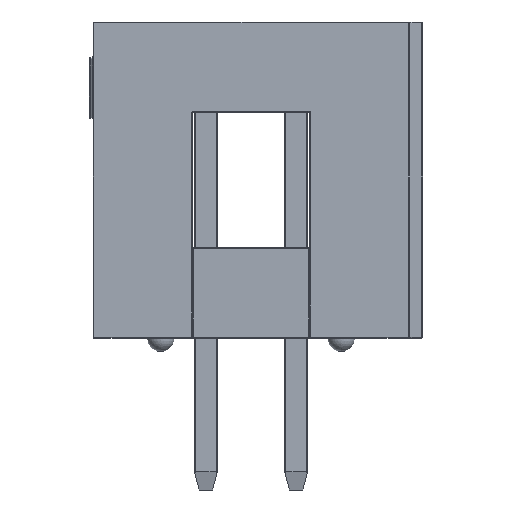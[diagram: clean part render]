
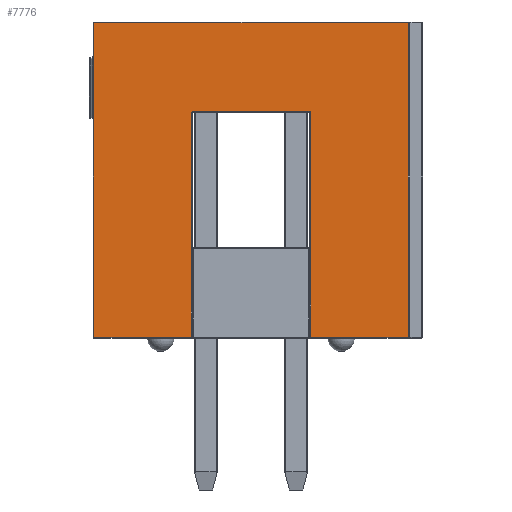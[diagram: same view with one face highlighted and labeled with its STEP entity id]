
A CAD part, left-side view. The second image highlights one B-rep face of the part: STEP entity #7776.
In plain terms, the highlighted planar face has unit normal (-1, 0, 0).
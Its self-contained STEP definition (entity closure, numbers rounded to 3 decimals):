
#578=CIRCLE('',#8405,0.051);
#720=PLANE('',#8567);
#1112=FACE_OUTER_BOUND('',#1595,.T.);
#1595=EDGE_LOOP('',(#6268,#6269,#6270,#6271,#6272,#6273,#6274,#6275,#6276));
#1947=LINE('',#11752,#2660);
#1964=LINE('',#11968,#2677);
#1968=LINE('',#11992,#2681);
#1999=LINE('',#12144,#2712);
#2001=LINE('',#12147,#2714);
#2006=LINE('',#12155,#2719);
#2009=LINE('',#12159,#2722);
#2061=LINE('',#12237,#2774);
#2660=VECTOR('',#9396,10.);
#2677=VECTOR('',#9545,10.);
#2681=VECTOR('',#9573,10.);
#2712=VECTOR('',#9754,10.);
#2714=VECTOR('',#9758,10.);
#2719=VECTOR('',#9769,10.);
#2722=VECTOR('',#9774,10.);
#2774=VECTOR('',#9878,10.);
#3457=VERTEX_POINT('',#11412);
#3494=VERTEX_POINT('',#11619);
#3513=VERTEX_POINT('',#11751);
#3558=VERTEX_POINT('',#11961);
#3567=VERTEX_POINT('',#11986);
#3568=VERTEX_POINT('',#11988);
#3593=VERTEX_POINT('',#12060);
#3594=VERTEX_POINT('',#12064);
#3607=VERTEX_POINT('',#12108);
#4290=EDGE_CURVE('',#3457,#3513,#1947,.T.);
#4355=EDGE_CURVE('',#3558,#3494,#1964,.T.);
#4365=EDGE_CURVE('',#3567,#3568,#578,.T.);
#4367=EDGE_CURVE('',#3513,#3567,#1968,.T.);
#4444=EDGE_CURVE('',#3594,#3607,#1999,.T.);
#4446=EDGE_CURVE('',#3607,#3593,#2001,.T.);
#4451=EDGE_CURVE('',#3568,#3594,#2006,.T.);
#4454=EDGE_CURVE('',#3593,#3558,#2009,.T.);
#4506=EDGE_CURVE('',#3494,#3457,#2061,.T.);
#6268=ORIENTED_EDGE('',*,*,#4444,.F.);
#6269=ORIENTED_EDGE('',*,*,#4451,.F.);
#6270=ORIENTED_EDGE('',*,*,#4365,.F.);
#6271=ORIENTED_EDGE('',*,*,#4367,.F.);
#6272=ORIENTED_EDGE('',*,*,#4290,.F.);
#6273=ORIENTED_EDGE('',*,*,#4506,.F.);
#6274=ORIENTED_EDGE('',*,*,#4355,.F.);
#6275=ORIENTED_EDGE('',*,*,#4454,.F.);
#6276=ORIENTED_EDGE('',*,*,#4446,.F.);
#7776=ADVANCED_FACE('',(#1112),#720,.T.);
#8405=AXIS2_PLACEMENT_3D('',#11989,#9567,#9568);
#8567=AXIS2_PLACEMENT_3D('',#12491,#10111,#10112);
#9396=DIRECTION('',(0.,0.,1.));
#9545=DIRECTION('',(0.,0.,-1.));
#9567=DIRECTION('center_axis',(-1.,0.,0.));
#9568=DIRECTION('ref_axis',(0.,0.707,0.707));
#9573=DIRECTION('',(0.,1.,0.));
#9754=DIRECTION('',(0.,1.,0.));
#9758=DIRECTION('',(0.,0.,1.));
#9769=DIRECTION('',(0.,0.,-1.));
#9774=DIRECTION('',(0.,-1.,0.));
#9878=DIRECTION('',(0.,1.,0.));
#10111=DIRECTION('center_axis',(-1.,0.,0.));
#10112=DIRECTION('ref_axis',(0.,-1.,0.));
#11412=CARTESIAN_POINT('',(-13.335,-1.676,0.025));
#11619=CARTESIAN_POINT('',(-13.335,-4.42,0.025));
#11751=CARTESIAN_POINT('',(-13.335,-1.676,6.375));
#11752=CARTESIAN_POINT('',(-13.335,-1.676,3.175));
#11961=CARTESIAN_POINT('',(-13.335,-4.42,8.865));
#11968=CARTESIAN_POINT('',(-13.335,-4.42,0.));
#11986=CARTESIAN_POINT('',(-13.335,1.626,6.375));
#11988=CARTESIAN_POINT('',(-13.335,1.676,6.325));
#11989=CARTESIAN_POINT('Origin',(-13.335,1.626,6.325));
#11992=CARTESIAN_POINT('',(-13.335,3.048,6.375));
#12060=CARTESIAN_POINT('',(-13.335,4.42,8.865));
#12064=CARTESIAN_POINT('',(-13.335,1.676,0.025));
#12108=CARTESIAN_POINT('',(-13.335,4.42,0.025));
#12144=CARTESIAN_POINT('',(-13.335,2.223,0.025));
#12147=CARTESIAN_POINT('',(-13.335,4.42,0.));
#12155=CARTESIAN_POINT('',(-13.335,1.676,0.));
#12159=CARTESIAN_POINT('',(-13.335,2.223,8.865));
#12237=CARTESIAN_POINT('',(-13.335,2.223,0.025));
#12491=CARTESIAN_POINT('Origin',(-13.335,4.445,0.));
